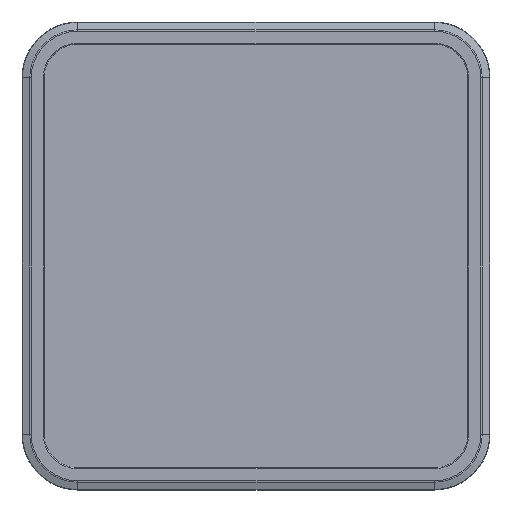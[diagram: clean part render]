
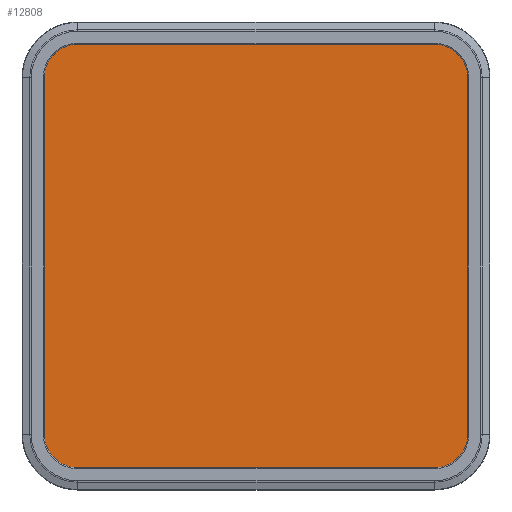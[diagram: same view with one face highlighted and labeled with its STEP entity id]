
A CAD part, top view. The second image highlights one B-rep face of the part: STEP entity #12808.
In plain terms, the highlighted planar face has unit normal (0, 0, 1).
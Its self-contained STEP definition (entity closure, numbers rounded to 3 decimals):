
#21 = DIRECTION ( 'NONE',  ( -1., 0., 0. ) ) ;
#375 = DIRECTION ( 'NONE',  ( 0., 0., 1. ) ) ;
#380 = ORIENTED_EDGE ( 'NONE', *, *, #4942, .T. ) ;
#416 = CARTESIAN_POINT ( 'NONE',  ( 209.5, 256., 6.8 ) ) ;
#521 = EDGE_CURVE ( 'NONE', #8650, #3873, #11634, .T. ) ;
#619 = ORIENTED_EDGE ( 'NONE', *, *, #521, .T. ) ;
#678 = DIRECTION ( 'NONE',  ( 0., 0., 1. ) ) ;
#803 = DIRECTION ( 'NONE',  ( 0., 0., 1. ) ) ;
#993 = DIRECTION ( 'NONE',  ( -1., 0., 0. ) ) ;
#1035 = CARTESIAN_POINT ( 'NONE',  ( -209.5, 256., 6.8 ) ) ;
#1386 = CARTESIAN_POINT ( 'NONE',  ( -209.5, 256., 6.8 ) ) ;
#1445 = LINE ( 'NONE', #6532, #5266 ) ;
#1710 = VERTEX_POINT ( 'NONE', #5749 ) ;
#1741 = CARTESIAN_POINT ( 'NONE',  ( -209.5, -209.5, 6.8 ) ) ;
#2029 = CARTESIAN_POINT ( 'NONE',  ( 209.5, 209.5, 6.8 ) ) ;
#2151 = CARTESIAN_POINT ( 'NONE',  ( 209.5, -209.5, 6.8 ) ) ;
#2272 = AXIS2_PLACEMENT_3D ( 'NONE', #1741, #375, #12209 ) ;
#2344 = DIRECTION ( 'NONE',  ( 0., 0., 1. ) ) ;
#2736 = LINE ( 'NONE', #1386, #13056 ) ;
#2848 = ORIENTED_EDGE ( 'NONE', *, *, #4046, .T. ) ;
#2888 = CARTESIAN_POINT ( 'NONE',  ( -209.5, -256., 6.8 ) ) ;
#3510 = ORIENTED_EDGE ( 'NONE', *, *, #5776, .T. ) ;
#3703 = CARTESIAN_POINT ( 'NONE',  ( -209.5, 209.5, 6.8 ) ) ;
#3756 = EDGE_CURVE ( 'NONE', #1710, #6521, #7081, .T. ) ;
#3760 = VECTOR ( 'NONE', #8948, 1000. ) ;
#3873 = VERTEX_POINT ( 'NONE', #5832 ) ;
#3974 = EDGE_CURVE ( 'NONE', #6019, #8708, #1445, .T. ) ;
#4046 = EDGE_CURVE ( 'NONE', #8708, #1710, #6998, .T. ) ;
#4224 = AXIS2_PLACEMENT_3D ( 'NONE', #2151, #803, #12637 ) ;
#4389 = DIRECTION ( 'NONE',  ( 0., 1., 0. ) ) ;
#4752 = PLANE ( 'NONE',  #7777 ) ;
#4842 = VECTOR ( 'NONE', #4389, 1000. ) ;
#4942 = EDGE_CURVE ( 'NONE', #6521, #7101, #7052, .T. ) ;
#5198 = DIRECTION ( 'NONE',  ( 1., 0., 0. ) ) ;
#5240 = ORIENTED_EDGE ( 'NONE', *, *, #12776, .T. ) ;
#5266 = VECTOR ( 'NONE', #5198, 1000. ) ;
#5462 = CARTESIAN_POINT ( 'NONE',  ( 256., 209.5, 6.8 ) ) ;
#5567 = CARTESIAN_POINT ( 'NONE',  ( -256., 209.5, 6.8 ) ) ;
#5749 = CARTESIAN_POINT ( 'NONE',  ( 256., -209.5, 6.8 ) ) ;
#5758 = CARTESIAN_POINT ( 'NONE',  ( 256., 209.5, 6.8 ) ) ;
#5776 = EDGE_CURVE ( 'NONE', #7101, #7993, #2736, .T. ) ;
#5832 = CARTESIAN_POINT ( 'NONE',  ( -256., -209.5, 6.8 ) ) ;
#5960 = CARTESIAN_POINT ( 'NONE',  ( 209.5, -256., 6.8 ) ) ;
#6019 = VERTEX_POINT ( 'NONE', #2888 ) ;
#6300 = ORIENTED_EDGE ( 'NONE', *, *, #8552, .T. ) ;
#6521 = VERTEX_POINT ( 'NONE', #5462 ) ;
#6532 = CARTESIAN_POINT ( 'NONE',  ( -209.5, -256., 6.8 ) ) ;
#6767 = FACE_OUTER_BOUND ( 'NONE', #9763, .T. ) ;
#6825 = DIRECTION ( 'NONE',  ( 1., 0., 0. ) ) ;
#6998 = CIRCLE ( 'NONE', #4224, 46.5 ) ;
#7052 = CIRCLE ( 'NONE', #7634, 46.5 ) ;
#7081 = LINE ( 'NONE', #5758, #4842 ) ;
#7098 = AXIS2_PLACEMENT_3D ( 'NONE', #3703, #2344, #993 ) ;
#7101 = VERTEX_POINT ( 'NONE', #416 ) ;
#7634 = AXIS2_PLACEMENT_3D ( 'NONE', #12207, #8161, #6825 ) ;
#7770 = CIRCLE ( 'NONE', #7098, 46.5 ) ;
#7777 = AXIS2_PLACEMENT_3D ( 'NONE', #2029, #678, #12505 ) ;
#7993 = VERTEX_POINT ( 'NONE', #1035 ) ;
#8161 = DIRECTION ( 'NONE',  ( 0., 0., 1. ) ) ;
#8544 = ORIENTED_EDGE ( 'NONE', *, *, #3974, .T. ) ;
#8552 = EDGE_CURVE ( 'NONE', #3873, #6019, #10375, .T. ) ;
#8650 = VERTEX_POINT ( 'NONE', #5567 ) ;
#8708 = VERTEX_POINT ( 'NONE', #5960 ) ;
#8948 = DIRECTION ( 'NONE',  ( 0., -1., 0. ) ) ;
#9763 = EDGE_LOOP ( 'NONE', ( #380, #3510, #5240, #619, #6300, #8544, #2848, #10961 ) ) ;
#10290 = CARTESIAN_POINT ( 'NONE',  ( -256., 209.5, 6.8 ) ) ;
#10375 = CIRCLE ( 'NONE', #2272, 46.5 ) ;
#10961 = ORIENTED_EDGE ( 'NONE', *, *, #3756, .T. ) ;
#11634 = LINE ( 'NONE', #10290, #3760 ) ;
#12207 = CARTESIAN_POINT ( 'NONE',  ( 209.5, 209.5, 6.8 ) ) ;
#12209 = DIRECTION ( 'NONE',  ( -1., 0., 0. ) ) ;
#12505 = DIRECTION ( 'NONE',  ( 1., 0., 0. ) ) ;
#12637 = DIRECTION ( 'NONE',  ( 1., 0., 0. ) ) ;
#12776 = EDGE_CURVE ( 'NONE', #7993, #8650, #7770, .T. ) ;
#12808 = ADVANCED_FACE ( 'NONE', ( #6767 ), #4752, .T. ) ;
#13056 = VECTOR ( 'NONE', #21, 1000. ) ;
